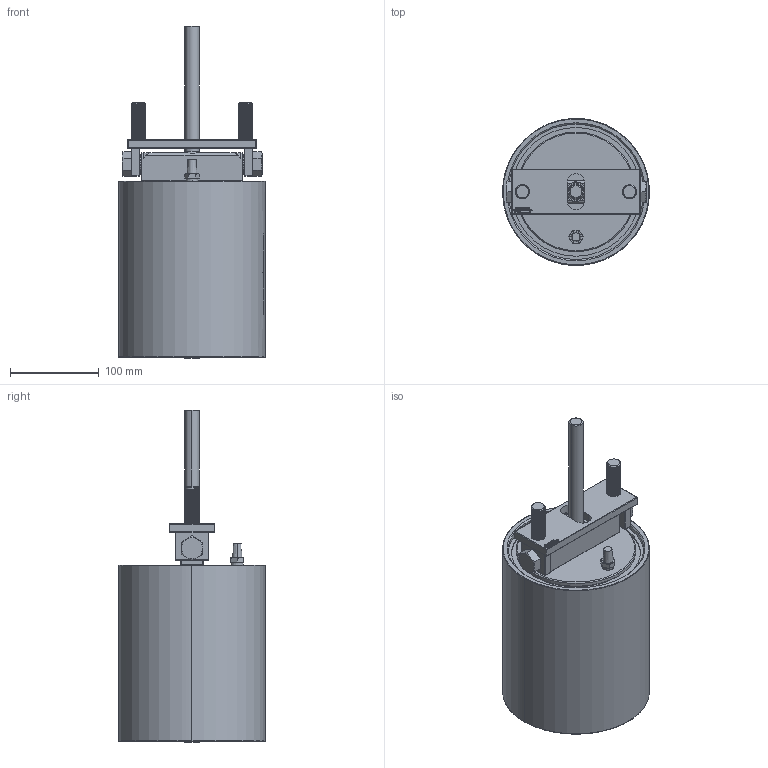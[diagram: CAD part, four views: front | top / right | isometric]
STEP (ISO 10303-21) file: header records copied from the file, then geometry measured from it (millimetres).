
FILE_DESCRIPTION (( 'STEP AP214' ), '1' );
FILE_NAME ('B3000-259-H-5-CYLINDER-TAIL-A-GATER-6.0-X-3.0-STROKE.STEP', '2021-07-30T14:03:18', ( '' ), ( '' ), 'SwSTEP 2.0', 'SolidWorks 2018', '' );
FILE_SCHEMA (( 'AUTOMOTIVE_DESIGN' ));
Length unit declared in the file: inch
Products named in the file (1): B3000-259-H-5-CYLINDER-TAIL-A-GATER-6.0-X-3.0-STROKE
Bounding box: 165.1 x 164.96 x 373.72 mm (x, y, z)
Volume: 4409524.5 mm3; surface area: 217262.1 mm2
Topology: 5 solids, 5 shells, 1728 faces, 4535 edges, 2958 vertices
Faces by surface type: plane 740, bspline 609, cylinder 316, cone 63
Entity records: 128228 total; most frequent: CARTESIAN_POINT 75914, ORIENTED_EDGE 9014, DIRECTION 5586, EDGE_CURVE 4507, VERTEX_POINT 2958, VECTOR 2366, LINE 2366, EDGE_LOOP 1905
